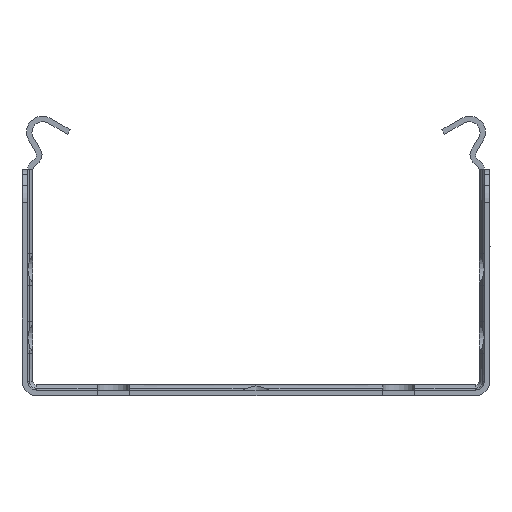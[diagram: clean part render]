
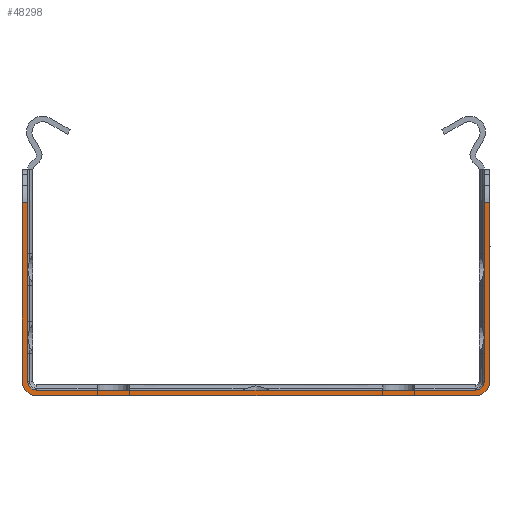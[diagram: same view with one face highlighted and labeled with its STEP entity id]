
A CAD part, front view. The second image highlights one B-rep face of the part: STEP entity #48298.
In plain terms, the highlighted planar face has unit normal (0, -1, 0).
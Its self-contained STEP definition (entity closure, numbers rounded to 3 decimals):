
#1169=PLANE('',#50747);
#2372=FACE_OUTER_BOUND('',#4799,.T.);
#4799=EDGE_LOOP('',(#32530,#32531,#32532,#32533,#32534,#32535,#32536,#32537,
#32538,#32539,#32540,#32541));
#8344=LINE('',#70133,#13163);
#8345=LINE('',#70136,#13164);
#8346=LINE('',#70140,#13165);
#8347=LINE('',#70144,#13166);
#8348=LINE('',#70146,#13167);
#8349=LINE('',#70148,#13168);
#8350=LINE('',#70152,#13169);
#8351=LINE('',#70155,#13170);
#13163=VECTOR('',#55606,10.);
#13164=VECTOR('',#55609,10.);
#13165=VECTOR('',#55612,10.);
#13166=VECTOR('',#55615,10.);
#13167=VECTOR('',#55616,10.);
#13168=VECTOR('',#55617,10.);
#13169=VECTOR('',#55620,10.);
#13170=VECTOR('',#55623,10.);
#17983=CIRCLE('',#50748,2.);
#17984=CIRCLE('',#50749,2.);
#17985=CIRCLE('',#50750,3.2);
#17986=CIRCLE('',#50751,3.2);
#20411=VERTEX_POINT('',#70126);
#20414=VERTEX_POINT('',#70131);
#20415=VERTEX_POINT('',#70135);
#20416=VERTEX_POINT('',#70137);
#20417=VERTEX_POINT('',#70139);
#20418=VERTEX_POINT('',#70141);
#20419=VERTEX_POINT('',#70143);
#20420=VERTEX_POINT('',#70145);
#20421=VERTEX_POINT('',#70147);
#20422=VERTEX_POINT('',#70149);
#20423=VERTEX_POINT('',#70151);
#20424=VERTEX_POINT('',#70153);
#25252=EDGE_CURVE('',#20414,#20411,#8344,.T.);
#25253=EDGE_CURVE('',#20414,#20415,#8345,.T.);
#25254=EDGE_CURVE('',#20415,#20416,#17983,.T.);
#25255=EDGE_CURVE('',#20416,#20417,#8346,.T.);
#25256=EDGE_CURVE('',#20417,#20418,#17984,.T.);
#25257=EDGE_CURVE('',#20418,#20419,#8347,.T.);
#25258=EDGE_CURVE('',#20420,#20419,#8348,.T.);
#25259=EDGE_CURVE('',#20420,#20421,#8349,.T.);
#25260=EDGE_CURVE('',#20421,#20422,#17985,.T.);
#25261=EDGE_CURVE('',#20422,#20423,#8350,.T.);
#25262=EDGE_CURVE('',#20423,#20424,#17986,.T.);
#25263=EDGE_CURVE('',#20424,#20411,#8351,.T.);
#32530=ORIENTED_EDGE('',*,*,#25252,.F.);
#32531=ORIENTED_EDGE('',*,*,#25253,.T.);
#32532=ORIENTED_EDGE('',*,*,#25254,.T.);
#32533=ORIENTED_EDGE('',*,*,#25255,.T.);
#32534=ORIENTED_EDGE('',*,*,#25256,.T.);
#32535=ORIENTED_EDGE('',*,*,#25257,.T.);
#32536=ORIENTED_EDGE('',*,*,#25258,.F.);
#32537=ORIENTED_EDGE('',*,*,#25259,.T.);
#32538=ORIENTED_EDGE('',*,*,#25260,.T.);
#32539=ORIENTED_EDGE('',*,*,#25261,.T.);
#32540=ORIENTED_EDGE('',*,*,#25262,.T.);
#32541=ORIENTED_EDGE('',*,*,#25263,.T.);
#48298=ADVANCED_FACE('',(#2372),#1169,.T.);
#50747=AXIS2_PLACEMENT_3D('',#70134,#55607,#55608);
#50748=AXIS2_PLACEMENT_3D('',#70138,#55610,#55611);
#50749=AXIS2_PLACEMENT_3D('',#70142,#55613,#55614);
#50750=AXIS2_PLACEMENT_3D('',#70150,#55618,#55619);
#50751=AXIS2_PLACEMENT_3D('',#70154,#55621,#55622);
#55606=DIRECTION('',(1.,0.,0.));
#55607=DIRECTION('center_axis',(0.,-1.,0.));
#55608=DIRECTION('ref_axis',(0.,0.,-1.));
#55609=DIRECTION('',(0.,0.,-1.));
#55610=DIRECTION('center_axis',(0.,1.,0.));
#55611=DIRECTION('ref_axis',(0.,0.,
1.));
#55612=DIRECTION('',(-1.,0.,0.));
#55613=DIRECTION('center_axis',(0.,1.,0.));
#55614=DIRECTION('ref_axis',(1.,0.,0.));
#55615=DIRECTION('',(0.,0.,1.));
#55616=DIRECTION('',(1.,0.,0.));
#55617=DIRECTION('',(0.,0.,-1.));
#55618=DIRECTION('center_axis',(0.,-1.,0.));
#55619=DIRECTION('ref_axis',(-1.,0.,0.));
#55620=DIRECTION('',(1.,0.,0.));
#55621=DIRECTION('center_axis',(0.,-1.,0.));
#55622=DIRECTION('ref_axis',(0.,0.,
-1.));
#55623=DIRECTION('',(0.,0.,1.));
#70126=CARTESIAN_POINT('',(51.2,-1525.5,41.045));
#70131=CARTESIAN_POINT('',(50.,-1525.5,41.045));
#70133=CARTESIAN_POINT('',(12.8,-1525.5,41.045));
#70134=CARTESIAN_POINT('Origin',(0.,-1525.5,23.594));
#70135=CARTESIAN_POINT('',(50.,-1525.5,2.));
#70136=CARTESIAN_POINT('',(50.,-1525.5,48.387));
#70137=CARTESIAN_POINT('',(48.,-1525.5,0.));
#70138=CARTESIAN_POINT('Origin',(48.,-1525.5,2.));
#70139=CARTESIAN_POINT('',(-48.,-1525.5,0.));
#70140=CARTESIAN_POINT('',(48.,-1525.5,0.));
#70141=CARTESIAN_POINT('',(-50.,-1525.5,2.));
#70142=CARTESIAN_POINT('Origin',(-48.,-1525.5,2.));
#70143=CARTESIAN_POINT('',(-50.,-1525.5,41.045));
#70144=CARTESIAN_POINT('',(-50.,-1525.5,2.));
#70145=CARTESIAN_POINT('',(-51.2,-1525.5,41.045));
#70146=CARTESIAN_POINT('',(-12.5,-1525.5,41.045));
#70147=CARTESIAN_POINT('',(-51.2,-1525.5,2.));
#70148=CARTESIAN_POINT('',(-51.2,-1525.5,48.387));
#70149=CARTESIAN_POINT('',(-48.,-1525.5,-1.2));
#70150=CARTESIAN_POINT('Origin',(-48.,-1525.5,2.));
#70151=CARTESIAN_POINT('',(48.,-1525.5,-1.2));
#70152=CARTESIAN_POINT('',(-48.,-1525.5,-1.2));
#70153=CARTESIAN_POINT('',(51.2,-1525.5,2.));
#70154=CARTESIAN_POINT('Origin',(48.,-1525.5,2.));
#70155=CARTESIAN_POINT('',(51.2,-1525.5,2.));
